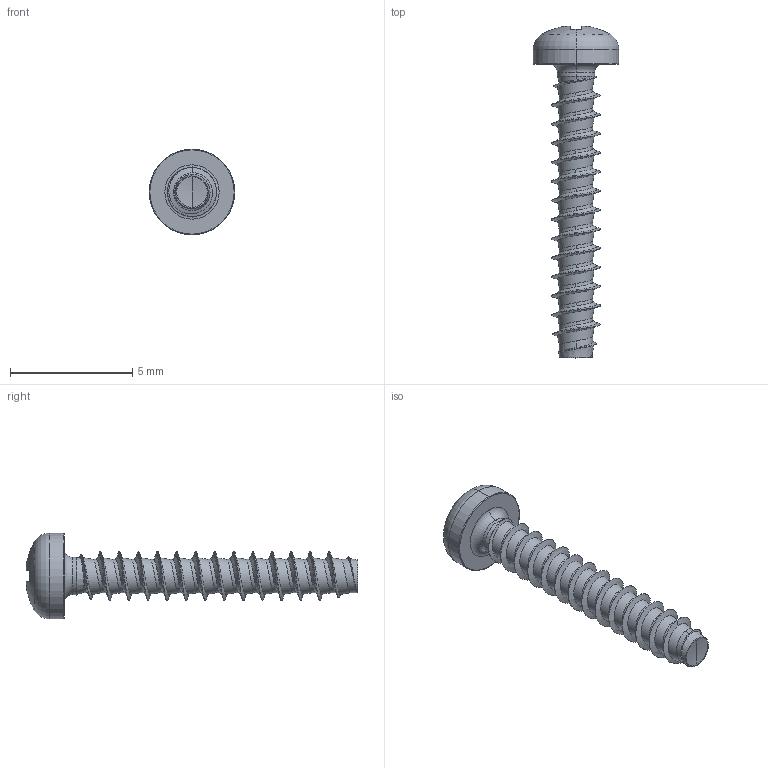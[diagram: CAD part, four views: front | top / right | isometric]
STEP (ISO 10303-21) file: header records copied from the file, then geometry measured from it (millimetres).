
FILE_DESCRIPTION (( 'STEP AP203' ), '1' );
FILE_NAME ('STP220200120.STEP', '2017-08-15T02:21:52', ( '' ), ( '' ), 'SwSTEP 2.0', 'SolidWorks 2015', '' );
FILE_SCHEMA (( 'CONFIG_CONTROL_DESIGN' ));
Length unit declared in the file: millimetre
Products named in the file (1): STP220200120
Bounding box: 3.5 x 13.56 x 3.5 mm (x, y, z)
Volume: 31.9 mm3; surface area: 120.5 mm2
Topology: 1 solids, 1 shells, 196 faces, 474 edges, 280 vertices
Faces by surface type: cylinder 55, bspline 55, plane 30, torus 28, sphere 20, cone 8
Entity records: 22851 total; most frequent: CARTESIAN_POINT 18748, ORIENTED_EDGE 944, DIRECTION 743, EDGE_CURVE 472, AXIS2_PLACEMENT_3D 322, VERTEX_POINT 280, EDGE_LOOP 198, ADVANCED_FACE 196
